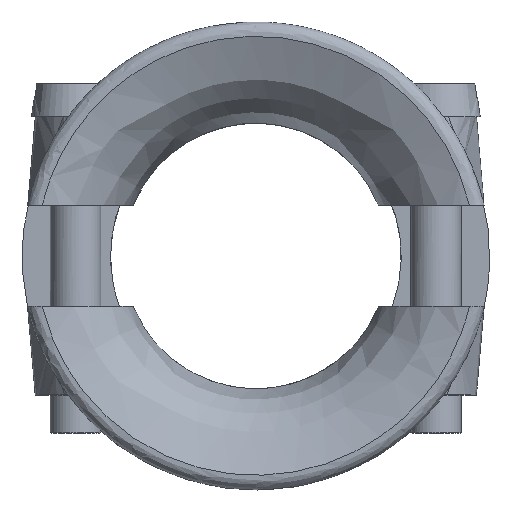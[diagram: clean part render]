
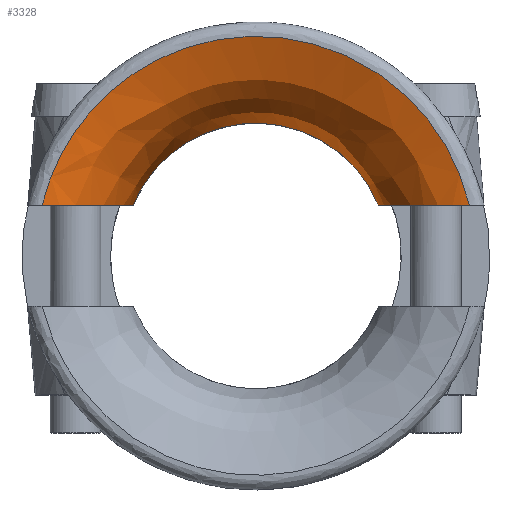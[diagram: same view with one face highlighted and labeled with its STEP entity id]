
A CAD part, top view. The second image highlights one B-rep face of the part: STEP entity #3328.
In plain terms, the highlighted free-form (B-spline) face has degree [2, 2] with [7, 3] control points.
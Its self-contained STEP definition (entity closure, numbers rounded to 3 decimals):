
#3233=CARTESIAN_POINT('F24',(0.,-10.5,
   31.572));
#3234=CARTESIAN_POINT('F24',(-18.187,-10.5,
   31.572));
#3235=CARTESIAN_POINT('F24',(-9.093,5.25,
   31.572));
#3236=CARTESIAN_POINT('F24',(0.,21.,
   31.572));
#3237=CARTESIAN_POINT('F24',(9.093,5.25,
   31.572));
#3238=CARTESIAN_POINT('F24',(18.187,-10.5,
   31.572));
#3239=CARTESIAN_POINT('F24',(0.,-10.5,
   31.572));
#3240=CARTESIAN_POINT('F24',(0.,-10.5,
   38.5));
#3241=CARTESIAN_POINT('F24',(-18.187,-10.5,
   38.5));
#3242=CARTESIAN_POINT('F24',(-9.093,5.25,
   38.5));
#3243=CARTESIAN_POINT('F24',(0.,21.,
   38.5));
#3244=CARTESIAN_POINT('F24',(9.093,5.25,
   38.5));
#3245=CARTESIAN_POINT('F24',(18.187,-10.5,
   38.5));
#3246=CARTESIAN_POINT('F24',(0.,-10.5,
   38.5));
#3247=CARTESIAN_POINT('F24',(0.,-17.357,
   39.49));
#3248=CARTESIAN_POINT('F24',(-30.063,-17.357,
   39.49));
#3249=CARTESIAN_POINT('F24',(-15.032,8.679,
   39.49));
#3250=CARTESIAN_POINT('F24',(0.,34.714,
   39.49));
#3251=CARTESIAN_POINT('F24',(15.032,8.679,
   39.49));
#3252=CARTESIAN_POINT('F24',(30.063,-17.357,
   39.49));
#3253=CARTESIAN_POINT('F24',(0.,-17.357,
   39.49));
#3261=(BOUNDED_SURFACE()B_SPLINE_SURFACE(2,2,((#3233,#3240,#3247),
   (#3234,#3241,#3248),(#3235,#3242,#3249),(#3236,#3243,#3250),
   (#3237,#3244,#3251),(#3238,#3245,#3252),(#3239,#3246,#3253)),
   .TOROIDAL_SURF.,.T.,.F.,.U.)B_SPLINE_SURFACE_WITH_KNOTS((3,2,2,
   3),(3,3),(0.0,3.113,6.226,
   9.339),(0.0,1.0),.UNSPECIFIED.)
   GEOMETRIC_REPRESENTATION_ITEM()RATIONAL_B_SPLINE_SURFACE(((1.0,
   0.756,1.0),(0.5,0.378,
   0.5),(1.0,0.756,1.0),(
   0.5,0.378,0.5),(1.0,
   0.756,1.0),(0.5,0.378,
   0.5),(1.0,0.756,1.0)))
   REPRESENTATION_ITEM('F24')SURFACE());
#3262=CARTESIAN_POINT('V73',(9.708,4.,
   31.572));
#3263=VERTEX_POINT('V73',#3262);
#3264=CARTESIAN_POINT('V74',(16.89,4.,
   39.49));
#3265=VERTEX_POINT('V74',#3264);
#3266=CARTESIAN_POINT('E93',(9.708,4.,
   31.572));
#3267=CARTESIAN_POINT('E93',(9.708,4.,
   32.215));
#3268=CARTESIAN_POINT('E93',(9.792,4.,
   32.854));
#3269=CARTESIAN_POINT('E93',(10.355,4.,
   34.984));
#3270=CARTESIAN_POINT('E93',(11.21,4.,
   36.337));
#3271=CARTESIAN_POINT('E93',(13.635,4.,
   38.52));
#3272=CARTESIAN_POINT('E93',(15.214,4.,
   39.254));
#3273=CARTESIAN_POINT('E93',(16.89,4.,
   39.49));
#3274=B_SPLINE_CURVE_WITH_KNOTS('E93',3,(#3266,#3267,#3268,#3269,
   #3270,#3271,#3272,#3273),.UNSPECIFIED.,.F.,.U.,(4,2,2,4),(0.0,
   0.165,0.565,1.0),.UNSPECIFIED.);
#3275=EDGE_CURVE('E93',#3263,#3265,#3274,.T.);
#3276=ORIENTED_EDGE('E93',*,*,#3275,.T.);
#3277=CARTESIAN_POINT('V29',(-16.89,4.,
   39.49));
#3278=VERTEX_POINT('V29',#3277);
#3279=CARTESIAN_POINT('E94',(16.89,4.,
   39.49));
#3280=CARTESIAN_POINT('E94',(16.304,6.475,
   39.49));
#3281=CARTESIAN_POINT('E94',(15.032,8.679,
   39.49));
#3282=CARTESIAN_POINT('E94',(0.,34.714,
   39.49));
#3283=CARTESIAN_POINT('E94',(-15.032,8.679,
   39.49));
#3284=CARTESIAN_POINT('E94',(-16.304,6.475,
   39.49));
#3285=CARTESIAN_POINT('E94',(-16.89,4.,
   39.49));
#3293=(BOUNDED_CURVE()B_SPLINE_CURVE(2,(#3279,#3280,#3281,#3282,
   #3283,#3284,#3285),.CIRCULAR_ARC.,.F.,.U.)
   B_SPLINE_CURVE_WITH_KNOTS((3,2,2,3),(2.627,
   3.113,6.226,6.712),
   .UNSPECIFIED.)CURVE()GEOMETRIC_REPRESENTATION_ITEM()
   RATIONAL_B_SPLINE_CURVE((0.868,0.922,
   1.0,0.5,1.0,0.922,0.868))
   REPRESENTATION_ITEM('E94'));
#3294=EDGE_CURVE('E94',#3265,#3278,#3293,.T.);
#3295=ORIENTED_EDGE('E94',*,*,#3294,.T.);
#3296=CARTESIAN_POINT('V30',(-9.708,4.,
   31.572));
#3297=VERTEX_POINT('V30',#3296);
#3298=CARTESIAN_POINT('E36',(-16.89,4.,
   39.49));
#3299=CARTESIAN_POINT('E36',(-16.42,4.,
   39.424));
#3300=CARTESIAN_POINT('E36',(-15.957,4.,
   39.318));
#3301=CARTESIAN_POINT('E36',(-13.78,4.,
   38.629));
#3302=CARTESIAN_POINT('E36',(-12.259,4.,
   37.543));
#3303=CARTESIAN_POINT('E36',(-10.241,4.,
   34.759));
#3304=CARTESIAN_POINT('E36',(-9.708,4.,
   33.194));
#3305=CARTESIAN_POINT('E36',(-9.708,4.,
   31.572));
#3306=B_SPLINE_CURVE_WITH_KNOTS('E36',3,(#3298,#3299,#3300,#3301,
   #3302,#3303,#3304,#3305),.UNSPECIFIED.,.F.,.U.,(4,2,2,4),(0.0,
   0.121,0.583,1.0),.UNSPECIFIED.);
#3307=EDGE_CURVE('E36',#3278,#3297,#3306,.T.);
#3308=ORIENTED_EDGE('E36',*,*,#3307,.T.);
#3309=CARTESIAN_POINT('E92',(9.708,4.,
   31.572));
#3310=CARTESIAN_POINT('E92',(9.442,4.645,
   31.572));
#3311=CARTESIAN_POINT('E92',(9.093,5.25,
   31.572));
#3312=CARTESIAN_POINT('E92',(0.,21.,
   31.572));
#3313=CARTESIAN_POINT('E92',(-9.093,5.25,
   31.572));
#3314=CARTESIAN_POINT('E92',(-9.442,4.645,
   31.572));
#3315=CARTESIAN_POINT('E92',(-9.708,4.,
   31.572));
#3323=(BOUNDED_CURVE()B_SPLINE_CURVE(2,(#3309,#3310,#3311,#3312,
   #3313,#3314,#3315),.CIRCULAR_ARC.,.F.,.U.)
   B_SPLINE_CURVE_WITH_KNOTS((3,2,2,3),(262.293,
   283.233,566.466,587.405),
   .UNSPECIFIED.)CURVE()GEOMETRIC_REPRESENTATION_ITEM()
   RATIONAL_B_SPLINE_CURVE((0.932,0.963,
   1.0,0.5,1.0,0.963,0.932))
   REPRESENTATION_ITEM('E92'));
#3324=EDGE_CURVE('E92',#3263,#3297,#3323,.T.);
#3325=ORIENTED_EDGE('E92',*,*,#3324,.F.);
#3326=EDGE_LOOP('F24',(#3276,#3295,#3308,#3325));
#3327=FACE_OUTER_BOUND('F24',#3326,.T.);
#3328=ADVANCED_FACE('F24',(#3327),#3261,.T.);
